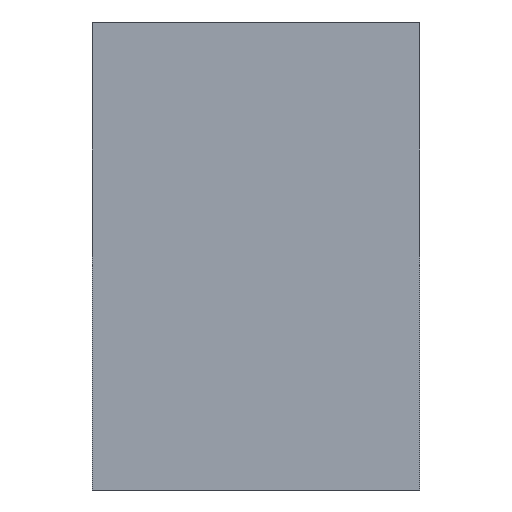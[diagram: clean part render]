
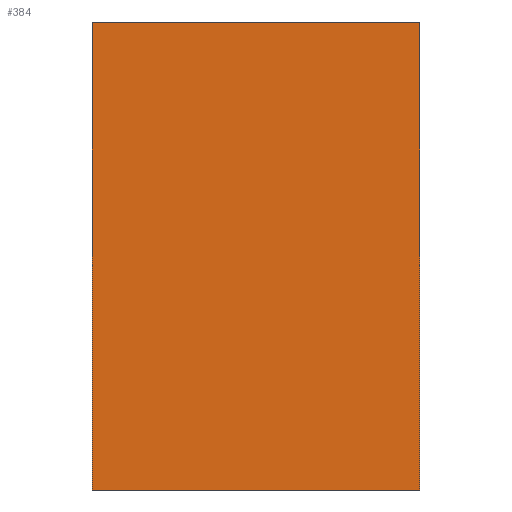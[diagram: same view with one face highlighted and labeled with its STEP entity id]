
A CAD part, left-side view. The second image highlights one B-rep face of the part: STEP entity #384.
In plain terms, the highlighted planar face has unit normal (-1, 0, 0).
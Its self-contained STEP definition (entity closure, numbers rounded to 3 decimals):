
#370 = ORIENTED_EDGE ( 'NONE', *, *, #5740, .T. ) ;
#384 = ADVANCED_FACE ( 'NONE', ( #3223 ), #2129, .T. ) ;
#579 = EDGE_CURVE ( 'NONE', #6505, #1865, #6577, .T. ) ;
#751 = CARTESIAN_POINT ( 'NONE',  ( -0.1, 1.3, -2. ) ) ;
#1340 = DIRECTION ( 'NONE',  ( -1., 0., 0. ) ) ;
#1380 = VECTOR ( 'NONE', #6546, 1000. ) ;
#1435 = EDGE_LOOP ( 'NONE', ( #4679, #1888, #3880, #370 ) ) ;
#1631 = EDGE_CURVE ( 'NONE', #1636, #6106, #6501, .T. ) ;
#1636 = VERTEX_POINT ( 'NONE', #3091 ) ;
#1705 = VECTOR ( 'NONE', #2439, 1000. ) ;
#1852 = DIRECTION ( 'NONE',  ( 0., -1., 0. ) ) ;
#1865 = VERTEX_POINT ( 'NONE', #4712 ) ;
#1888 = ORIENTED_EDGE ( 'NONE', *, *, #4098, .F. ) ;
#2129 = PLANE ( 'NONE',  #2803 ) ;
#2439 = DIRECTION ( 'NONE',  ( 0., -1., 0. ) ) ;
#2803 = AXIS2_PLACEMENT_3D ( 'NONE', #3265, #1340, #7388 ) ;
#3014 = CARTESIAN_POINT ( 'NONE',  ( -0.1, 1.3, 0. ) ) ;
#3076 = VECTOR ( 'NONE', #1852, 1000. ) ;
#3091 = CARTESIAN_POINT ( 'NONE',  ( -0.1, 1.3, 0. ) ) ;
#3223 = FACE_OUTER_BOUND ( 'NONE', #1435, .T. ) ;
#3265 = CARTESIAN_POINT ( 'NONE',  ( -0.1, 1.3, -2. ) ) ;
#3880 = ORIENTED_EDGE ( 'NONE', *, *, #579, .T. ) ;
#4098 = EDGE_CURVE ( 'NONE', #6505, #1636, #5315, .T. ) ;
#4679 = ORIENTED_EDGE ( 'NONE', *, *, #1631, .F. ) ;
#4712 = CARTESIAN_POINT ( 'NONE',  ( -0.1, -0.1, -2. ) ) ;
#5057 = LINE ( 'NONE', #5565, #5581 ) ;
#5315 = LINE ( 'NONE', #7163, #1380 ) ;
#5449 = CARTESIAN_POINT ( 'NONE',  ( -0.1, 1.3, -2. ) ) ;
#5565 = CARTESIAN_POINT ( 'NONE',  ( -0.1, -0.1, -2. ) ) ;
#5581 = VECTOR ( 'NONE', #6248, 1000. ) ;
#5740 = EDGE_CURVE ( 'NONE', #1865, #6106, #5057, .T. ) ;
#5934 = CARTESIAN_POINT ( 'NONE',  ( -0.1, -0.1, 0. ) ) ;
#6106 = VERTEX_POINT ( 'NONE', #5934 ) ;
#6248 = DIRECTION ( 'NONE',  ( 0., 0., 1. ) ) ;
#6501 = LINE ( 'NONE', #3014, #3076 ) ;
#6505 = VERTEX_POINT ( 'NONE', #5449 ) ;
#6546 = DIRECTION ( 'NONE',  ( 0., 0., 1. ) ) ;
#6577 = LINE ( 'NONE', #751, #1705 ) ;
#7163 = CARTESIAN_POINT ( 'NONE',  ( -0.1, 1.3, -2. ) ) ;
#7388 = DIRECTION ( 'NONE',  ( 0., -1., 0. ) ) ;
